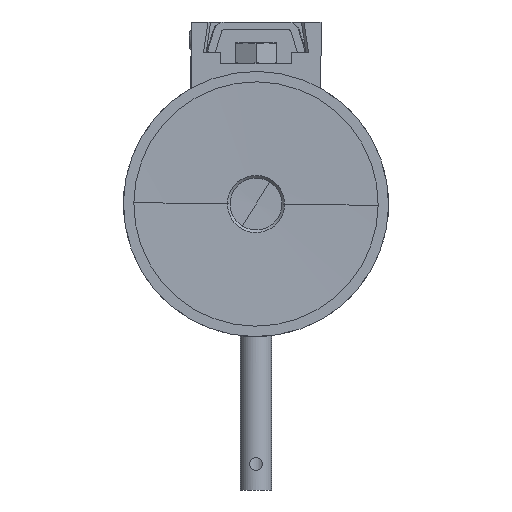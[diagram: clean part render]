
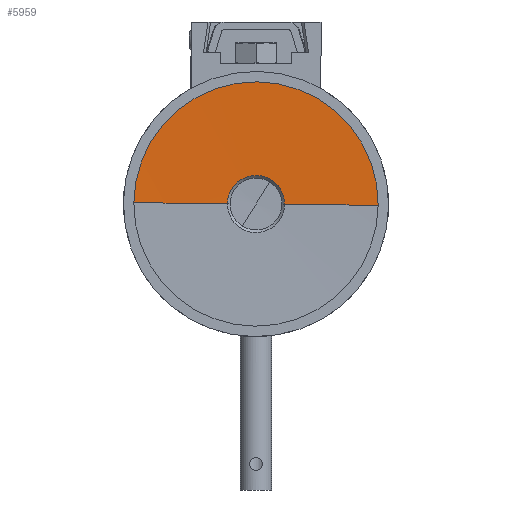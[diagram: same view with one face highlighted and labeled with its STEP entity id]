
A CAD part, front view. The second image highlights one B-rep face of the part: STEP entity #5959.
In plain terms, the highlighted spherical face has radius 1000 mm.
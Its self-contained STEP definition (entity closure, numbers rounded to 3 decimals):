
#573 = DIRECTION ( 'NONE',  ( 0.011, 0., 1. ) ) ;
#576 = CARTESIAN_POINT ( 'NONE',  ( 0., -1001.724, 0. ) ) ;
#579 = CARTESIAN_POINT ( 'NONE',  ( 0., -2., 0. ) ) ;
#581 = DIRECTION ( 'NONE',  ( 0., 1., 0. ) ) ;
#583 = DIRECTION ( 'NONE',  ( -1., 0., 0.011 ) ) ;
#587 = DIRECTION ( 'NONE',  ( 1., 0., -0.011 ) ) ;
#1276 = CARTESIAN_POINT ( 'NONE',  ( 5.502, -1.739, -0.059 ) ) ;
#1279 = CARTESIAN_POINT ( 'NONE',  ( -5.502, -1.739, 0.059 ) ) ;
#1292 = CARTESIAN_POINT ( 'NONE',  ( 23.499, -2., -0.253 ) ) ;
#1303 = CARTESIAN_POINT ( 'NONE',  ( -23.499, -2., 0.253 ) ) ;
#1663 = CARTESIAN_POINT ( 'NONE',  ( 0., -1001.724, 0. ) ) ;
#1664 = DIRECTION ( 'NONE',  ( -0.011, 0., -1. ) ) ;
#1667 = DIRECTION ( 'NONE',  ( -1., 0., 0.011 ) ) ;
#1684 = CARTESIAN_POINT ( 'NONE',  ( 0., -1.739, 0. ) ) ;
#1695 = DIRECTION ( 'NONE',  ( 0., 1., 0. ) ) ;
#1719 = DIRECTION ( 'NONE',  ( 1., 0., -0.011 ) ) ;
#2555 = EDGE_LOOP ( 'NONE', ( #2596, #2611, #2617, #2618 ) ) ;
#2596 = ORIENTED_EDGE ( 'NONE', *, *, #5573, .F. ) ;
#2611 = ORIENTED_EDGE ( 'NONE', *, *, #5713, .F. ) ;
#2617 = ORIENTED_EDGE ( 'NONE', *, *, #5406, .T. ) ;
#2618 = ORIENTED_EDGE ( 'NONE', *, *, #5414, .T. ) ;
#3173 = SPHERICAL_SURFACE ( 'NONE', #4164, 1000. ) ;
#3184 = FACE_OUTER_BOUND ( 'NONE', #2555, .T. ) ;
#3371 = VERTEX_POINT ( 'NONE', #1279 ) ;
#3373 = VERTEX_POINT ( 'NONE', #1276 ) ;
#3401 = VERTEX_POINT ( 'NONE', #1303 ) ;
#3402 = VERTEX_POINT ( 'NONE', #1292 ) ;
#3705 = CIRCLE ( 'NONE', #3710, 1000. ) ;
#3710 = AXIS2_PLACEMENT_3D ( 'NONE', #1663, #1664, #1667 ) ;
#3728 = AXIS2_PLACEMENT_3D ( 'NONE', #1684, #1695, #1719 ) ;
#3732 = CIRCLE ( 'NONE', #3728, 5.503 ) ;
#3911 = AXIS2_PLACEMENT_3D ( 'NONE', #576, #573, #587 ) ;
#3912 = CIRCLE ( 'NONE', #3911, 1000. ) ;
#3914 = CIRCLE ( 'NONE', #3924, 23.5 ) ;
#3924 = AXIS2_PLACEMENT_3D ( 'NONE', #579, #581, #583 ) ;
#4164 = AXIS2_PLACEMENT_3D ( 'NONE', #4931, #4932, #4949 ) ;
#4931 = CARTESIAN_POINT ( 'NONE',  ( 0., -1001.724, 0. ) ) ;
#4932 = DIRECTION ( 'NONE',  ( 0.011, 0., 1. ) ) ;
#4949 = DIRECTION ( 'NONE',  ( -1., 0., 0.011 ) ) ;
#5406 = EDGE_CURVE ( 'NONE', #3401, #3371, #3705, .T. ) ;
#5414 = EDGE_CURVE ( 'NONE', #3371, #3373, #3732, .T. ) ;
#5573 = EDGE_CURVE ( 'NONE', #3402, #3373, #3912, .T. ) ;
#5713 = EDGE_CURVE ( 'NONE', #3401, #3402, #3914, .T. ) ;
#5959 = ADVANCED_FACE ( 'NONE', ( #3184 ), #3173, .F. ) ;
